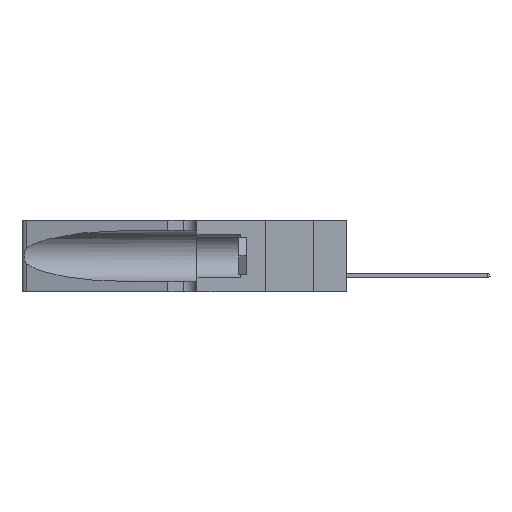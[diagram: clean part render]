
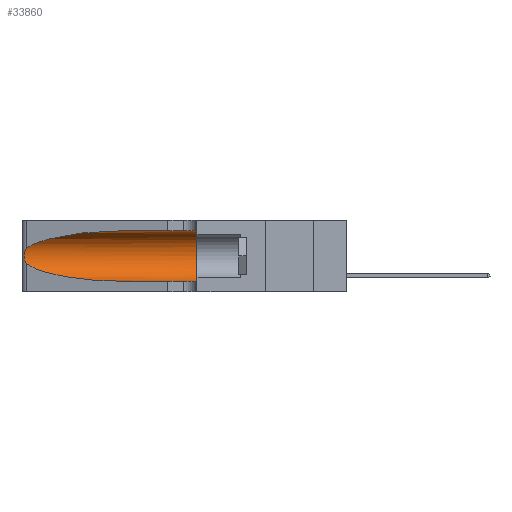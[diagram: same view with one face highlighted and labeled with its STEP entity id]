
A CAD part, left-side view. The second image highlights one B-rep face of the part: STEP entity #33860.
In plain terms, the highlighted cylindrical face has radius 3.308 mm (diameter 6.617 mm), a partial arc.
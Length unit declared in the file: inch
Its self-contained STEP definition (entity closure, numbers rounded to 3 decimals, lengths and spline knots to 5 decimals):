
#908 = EDGE_CURVE ( 'NONE', #34890, #46254, #13928, .T. ) ;
#2048 = EDGE_CURVE ( 'NONE', #11210, #47268, #12180, .T. ) ;
#2435 = CARTESIAN_POINT ( 'NONE',  ( 0.25856, 1.23593, 0.16098 ) ) ;
#2789 = CARTESIAN_POINT ( 'NONE',  ( 0.26075, 1.23896, 0.178 ) ) ;
#2970 = CARTESIAN_POINT ( 'NONE',  ( 0.26018, 1.23835, 0.19895 ) ) ;
#3737 = CYLINDRICAL_SURFACE ( 'NONE', #36661, 0.13025 ) ;
#4282 = LINE ( 'NONE', #42746, #25739 ) ;
#4680 = CARTESIAN_POINT ( 'NONE',  ( 0.2373, 1.15595, 0.28018 ) ) ;
#5387 = ORIENTED_EDGE ( 'NONE', *, *, #33391, .T. ) ;
#5421 = ORIENTED_EDGE ( 'NONE', *, *, #908, .T. ) ;
#6505 = CARTESIAN_POINT ( 'NONE',  ( 0.25555, 1.22993, 0.14849 ) ) ;
#6596 = CARTESIAN_POINT ( 'NONE',  ( 0.1305, 0.35, 0.185 ) ) ;
#7191 = CARTESIAN_POINT ( 'NONE',  ( 0.25639, 1.23186, 0.15144 ) ) ;
#7265 = ORIENTED_EDGE ( 'NONE', *, *, #2048, .T. ) ;
#7612 = CIRCLE ( 'NONE', #30807, 0.13025 ) ;
#7669 =( BOUNDED_CURVE ( )  B_SPLINE_CURVE ( 3, ( #31575, #31406, #39493, #43372 ),
 .UNSPECIFIED., .F., .F. ) 
 B_SPLINE_CURVE_WITH_KNOTS ( ( 4, 4 ),
 ( 3.44316, 4.71239 ),
 .UNSPECIFIED. ) 
 CURVE ( )  GEOMETRIC_REPRESENTATION_ITEM ( )  RATIONAL_B_SPLINE_CURVE ( ( 1., 0.87, 0.87, 1. ) ) 
 REPRESENTATION_ITEM ( '' )  );
#10495 = CARTESIAN_POINT ( 'NONE',  ( 0.1305, 0.72297, 0.31525 ) ) ;
#10869 = CARTESIAN_POINT ( 'NONE',  ( 0.25555, 1.22994, 0.2215 ) ) ;
#11143 = DIRECTION ( 'NONE',  ( 0., 0., 1. ) ) ;
#11210 = VERTEX_POINT ( 'NONE', #11985 ) ;
#11985 = CARTESIAN_POINT ( 'NONE',  ( 0.25487, 1.22718, 0.22369 ) ) ;
#12180 = B_SPLINE_CURVE_WITH_KNOTS ( 'NONE', 3,
 ( #22914, #10869, #42788, #38905, #27137, #2970, #47029, #2789, #14944, #2435, #47560, #7191, #6505, #27309 ),
 .UNSPECIFIED., .F., .F.,
 ( 4, 2, 2, 2, 2, 2, 4 ),
 ( 0., 0.00027, 0.00053, 0.00107, 0.0016, 0.00187, 0.00214 ),
 .UNSPECIFIED. ) ;
#13928 = LINE ( 'NONE', #35545, #50528 ) ;
#14944 = CARTESIAN_POINT ( 'NONE',  ( 0.26017, 1.23833, 0.17102 ) ) ;
#18666 = EDGE_CURVE ( 'NONE', #36874, #46254, #7612, .T. ) ;
#21836 = CARTESIAN_POINT ( 'NONE',  ( 0.1305, 1.61858, 0.185 ) ) ;
#22034 = EDGE_LOOP ( 'NONE', ( #44323, #7265, #5387, #5421, #42951, #45638 ) ) ;
#22382 = CARTESIAN_POINT ( 'NONE',  ( 0.1305, 0.35, 0.31525 ) ) ;
#22914 = CARTESIAN_POINT ( 'NONE',  ( 0.25487, 1.22718, 0.22369 ) ) ;
#25304 = CARTESIAN_POINT ( 'NONE',  ( 0.18966, 0.96281, 0.31525 ) ) ;
#25739 = VECTOR ( 'NONE', #30946, 39.37008 ) ;
#27137 = CARTESIAN_POINT ( 'NONE',  ( 0.25854, 1.2359, 0.20912 ) ) ;
#27309 = CARTESIAN_POINT ( 'NONE',  ( 0.25487, 1.22718, 0.14631 ) ) ;
#30622 = DIRECTION ( 'NONE',  ( 0., 0., -1. ) ) ;
#30807 = AXIS2_PLACEMENT_3D ( 'NONE', #6596, #46777, #11143 ) ;
#30946 = DIRECTION ( 'NONE',  ( 0., -1., 0. ) ) ;
#31406 = CARTESIAN_POINT ( 'NONE',  ( 0.2373, 1.15595, 0.08982 ) ) ;
#31575 = CARTESIAN_POINT ( 'NONE',  ( 0.25487, 1.22718, 0.14631 ) ) ;
#32873 = CARTESIAN_POINT ( 'NONE',  ( 0.25487, 1.22718, 0.22369 ) ) ;
#33391 = EDGE_CURVE ( 'NONE', #47268, #34890, #7669, .T. ) ;
#33494 =( BOUNDED_CURVE ( )  B_SPLINE_CURVE ( 3, ( #49294, #25304, #4680, #32873 ),
 .UNSPECIFIED., .F., .T. ) 
 B_SPLINE_CURVE_WITH_KNOTS ( ( 4, 4 ),
 ( 1.5708, 2.84003 ),
 .UNSPECIFIED. ) 
 CURVE ( )  GEOMETRIC_REPRESENTATION_ITEM ( )  RATIONAL_B_SPLINE_CURVE ( ( 1., 0.87, 0.87, 1. ) ) 
 REPRESENTATION_ITEM ( '' )  );
#33860 = ADVANCED_FACE ( 'NONE', ( #39019 ), #3737, .F. ) ;
#34120 = DIRECTION ( 'NONE',  ( 0., -1., 0. ) ) ;
#34499 = EDGE_CURVE ( 'NONE', #47166, #36874, #4282, .T. ) ;
#34890 = VERTEX_POINT ( 'NONE', #41636 ) ;
#35545 = CARTESIAN_POINT ( 'NONE',  ( 0.1305, 1.61858, 0.05475 ) ) ;
#36499 = CARTESIAN_POINT ( 'NONE',  ( 0.1305, 0.35, 0.05475 ) ) ;
#36661 = AXIS2_PLACEMENT_3D ( 'NONE', #21836, #34120, #30622 ) ;
#36874 = VERTEX_POINT ( 'NONE', #22382 ) ;
#38905 = CARTESIAN_POINT ( 'NONE',  ( 0.25787, 1.23484, 0.2124 ) ) ;
#39019 = FACE_OUTER_BOUND ( 'NONE', #22034, .T. ) ;
#39493 = CARTESIAN_POINT ( 'NONE',  ( 0.18966, 0.96281, 0.05475 ) ) ;
#41636 = CARTESIAN_POINT ( 'NONE',  ( 0.1305, 0.72297, 0.05475 ) ) ;
#42715 = EDGE_CURVE ( 'NONE', #47166, #11210, #33494, .T. ) ;
#42746 = CARTESIAN_POINT ( 'NONE',  ( 0.1305, 1.61858, 0.31525 ) ) ;
#42788 = CARTESIAN_POINT ( 'NONE',  ( 0.25639, 1.23184, 0.21858 ) ) ;
#42951 = ORIENTED_EDGE ( 'NONE', *, *, #18666, .F. ) ;
#43372 = CARTESIAN_POINT ( 'NONE',  ( 0.1305, 0.72297, 0.05475 ) ) ;
#43666 = DIRECTION ( 'NONE',  ( 0., -1., 0. ) ) ;
#44323 = ORIENTED_EDGE ( 'NONE', *, *, #42715, .T. ) ;
#45638 = ORIENTED_EDGE ( 'NONE', *, *, #34499, .F. ) ;
#46254 = VERTEX_POINT ( 'NONE', #36499 ) ;
#46777 = DIRECTION ( 'NONE',  ( 0., 1., 0. ) ) ;
#46820 = CARTESIAN_POINT ( 'NONE',  ( 0.25487, 1.22718, 0.14631 ) ) ;
#47029 = CARTESIAN_POINT ( 'NONE',  ( 0.26075, 1.23896, 0.19203 ) ) ;
#47166 = VERTEX_POINT ( 'NONE', #10495 ) ;
#47268 = VERTEX_POINT ( 'NONE', #46820 ) ;
#47560 = CARTESIAN_POINT ( 'NONE',  ( 0.25789, 1.23486, 0.15765 ) ) ;
#49294 = CARTESIAN_POINT ( 'NONE',  ( 0.1305, 0.72297, 0.31525 ) ) ;
#50528 = VECTOR ( 'NONE', #43666, 39.37008 ) ;
